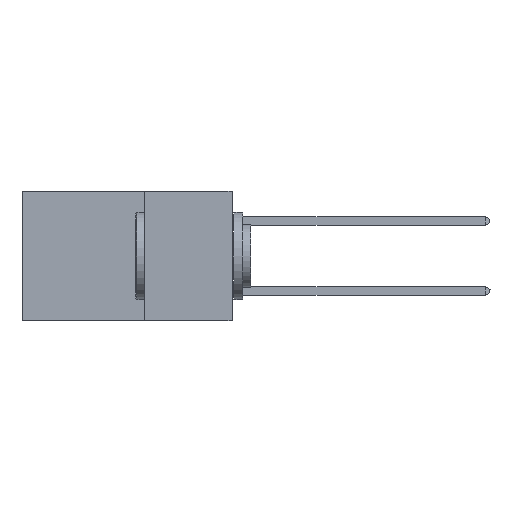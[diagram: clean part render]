
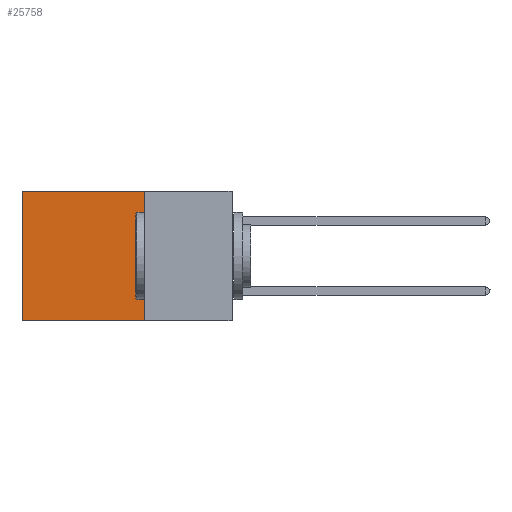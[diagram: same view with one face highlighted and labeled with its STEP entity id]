
A CAD part, left-side view. The second image highlights one B-rep face of the part: STEP entity #25758.
In plain terms, the highlighted planar face has unit normal (-1, 0, 0).
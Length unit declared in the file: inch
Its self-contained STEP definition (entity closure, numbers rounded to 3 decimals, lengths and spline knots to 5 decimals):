
#633 = ORIENTED_EDGE ( 'NONE', *, *, #31006, .T. ) ;
#724 = CARTESIAN_POINT ( 'NONE',  ( 0.2875, 0.6, -0.37 ) ) ;
#1435 = ORIENTED_EDGE ( 'NONE', *, *, #20030, .T. ) ;
#1880 = CARTESIAN_POINT ( 'NONE',  ( 0.2875, 0.6, 0. ) ) ;
#3669 = LINE ( 'NONE', #25711, #10180 ) ;
#3727 = FACE_OUTER_BOUND ( 'NONE', #23422, .T. ) ;
#4111 = LINE ( 'NONE', #11054, #28653 ) ;
#4828 = DIRECTION ( 'NONE',  ( 0., 0., -1. ) ) ;
#6005 = DIRECTION ( 'NONE',  ( 0., 1., 0. ) ) ;
#10180 = VECTOR ( 'NONE', #28098, 39.37008 ) ;
#11054 = CARTESIAN_POINT ( 'NONE',  ( 0.2875, 0.25, 0. ) ) ;
#11246 = PLANE ( 'NONE',  #25341 ) ;
#11248 = VERTEX_POINT ( 'NONE', #19499 ) ;
#13617 = VECTOR ( 'NONE', #4828, 39.37008 ) ;
#15644 = CARTESIAN_POINT ( 'NONE',  ( 0.2875, 0.25, 0. ) ) ;
#15765 = CARTESIAN_POINT ( 'NONE',  ( 0.2875, 0.25, -0.37 ) ) ;
#16863 = VERTEX_POINT ( 'NONE', #1880 ) ;
#17799 = ORIENTED_EDGE ( 'NONE', *, *, #30990, .F. ) ;
#17885 = VERTEX_POINT ( 'NONE', #24382 ) ;
#18078 = DIRECTION ( 'NONE',  ( 1., 0., 0. ) ) ;
#19499 = CARTESIAN_POINT ( 'NONE',  ( 0.2875, 0.25, 0. ) ) ;
#19747 = EDGE_CURVE ( 'NONE', #11248, #17885, #3669, .T. ) ;
#20030 = EDGE_CURVE ( 'NONE', #16863, #22455, #27420, .T. ) ;
#22455 = VERTEX_POINT ( 'NONE', #724 ) ;
#22897 = LINE ( 'NONE', #15765, #30534 ) ;
#23422 = EDGE_LOOP ( 'NONE', ( #1435, #17799, #30130, #633 ) ) ;
#24382 = CARTESIAN_POINT ( 'NONE',  ( 0.2875, 0.25, -0.37 ) ) ;
#25341 = AXIS2_PLACEMENT_3D ( 'NONE', #15644, #18078, #30725 ) ;
#25711 = CARTESIAN_POINT ( 'NONE',  ( 0.2875, 0.25, 0. ) ) ;
#25758 = ADVANCED_FACE ( 'NONE', ( #3727 ), #11246, .F. ) ;
#27420 = LINE ( 'NONE', #28829, #13617 ) ;
#28098 = DIRECTION ( 'NONE',  ( 0., 0., -1. ) ) ;
#28653 = VECTOR ( 'NONE', #30423, 39.37008 ) ;
#28829 = CARTESIAN_POINT ( 'NONE',  ( 0.2875, 0.6, 0. ) ) ;
#30130 = ORIENTED_EDGE ( 'NONE', *, *, #19747, .F. ) ;
#30423 = DIRECTION ( 'NONE',  ( 0., 1., 0. ) ) ;
#30534 = VECTOR ( 'NONE', #6005, 39.37008 ) ;
#30725 = DIRECTION ( 'NONE',  ( 0., 0., -1. ) ) ;
#30990 = EDGE_CURVE ( 'NONE', #17885, #22455, #22897, .T. ) ;
#31006 = EDGE_CURVE ( 'NONE', #11248, #16863, #4111, .T. ) ;
